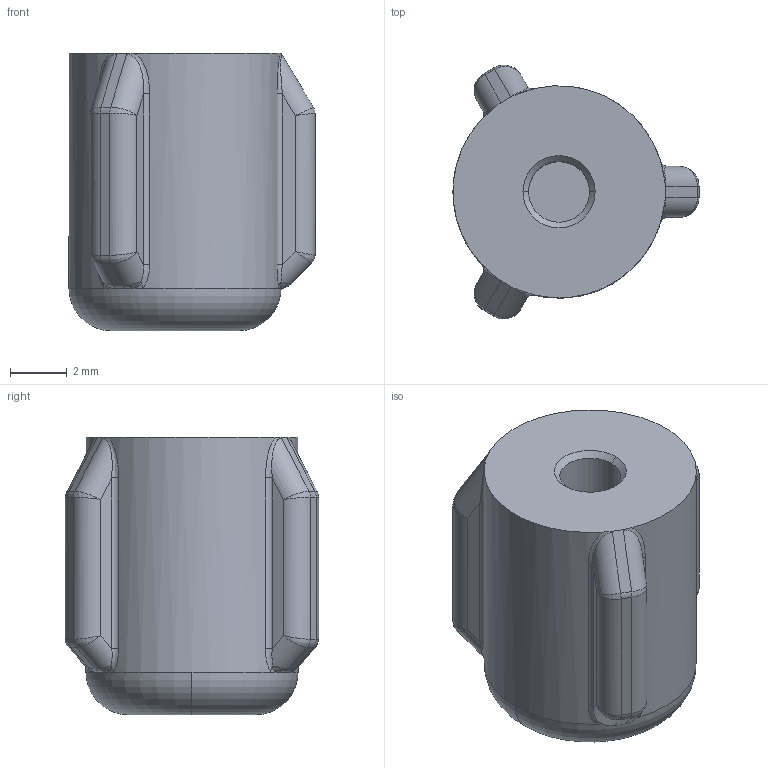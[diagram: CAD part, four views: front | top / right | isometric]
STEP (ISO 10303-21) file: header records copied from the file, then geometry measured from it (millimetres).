
FILE_DESCRIPTION (( 'STEP AP214' ), '1' );
FILE_NAME ('spindle1p5_ok.STEP', '2025-08-27T17:33:57', ( '' ), ( '' ), 'SwSTEP 2.0', 'SolidWorks 2025', '' );
FILE_SCHEMA (( 'AUTOMOTIVE_DESIGN' ));
Length unit declared in the file: millimetre
Products named in the file (1): spindle1p5_ok
Bounding box: 8.7 x 8.96 x 9.8 mm (x, y, z)
Volume: 436.1 mm3; surface area: 394.4 mm2
Topology: 1 solids, 1 shells, 105 faces, 250 edges, 130 vertices
Faces by surface type: bspline 42, cylinder 38, plane 21, cone 2, torus 2
Entity records: 3672 total; most frequent: CARTESIAN_POINT 1680, ORIENTED_EDGE 464, DIRECTION 351, EDGE_CURVE 232, AXIS2_PLACEMENT_3D 139, VERTEX_POINT 130, EDGE_LOOP 106, ADVANCED_FACE 105
